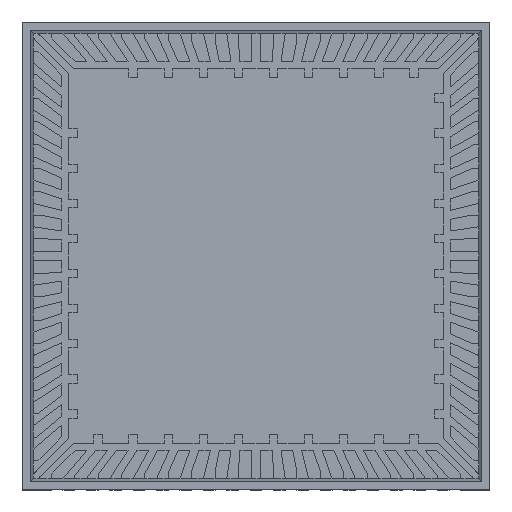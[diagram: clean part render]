
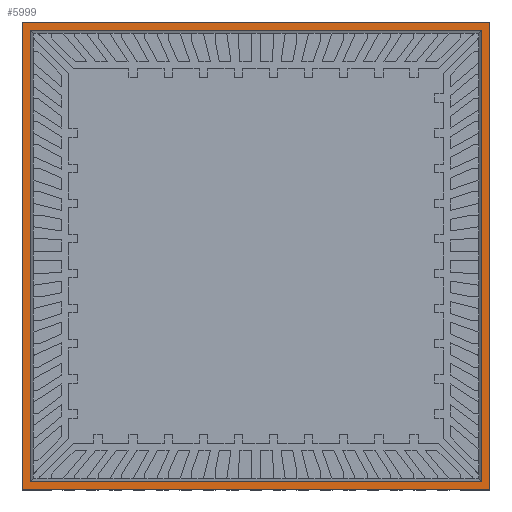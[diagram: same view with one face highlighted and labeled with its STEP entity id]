
A CAD part, top view. The second image highlights one B-rep face of the part: STEP entity #5999.
In plain terms, the highlighted planar face has unit normal (0, 0, 1).
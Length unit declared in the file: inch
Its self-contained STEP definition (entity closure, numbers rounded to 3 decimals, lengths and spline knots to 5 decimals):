
#3086 = AXIS2_PLACEMENT_3D ( 'NONE', #63416, #63410, #63422 ) ;
#4193 = CARTESIAN_POINT ( 'NONE',  ( -0.19685, -0.19685, 0.03299 ) ) ;
#4201 = DIRECTION ( 'NONE',  ( 0., -1., 0. ) ) ;
#4552 = CARTESIAN_POINT ( 'NONE',  ( -0.19685, -0.19685, 0.03299 ) ) ;
#4553 = DIRECTION ( 'NONE',  ( 1., 0., 0. ) ) ;
#5999 = ADVANCED_FACE ( 'NONE', ( #51995, #51997 ), #63420, .F. ) ;
#14436 = CARTESIAN_POINT ( 'NONE',  ( 0.19685, -0.19685, 0.03299 ) ) ;
#14437 = DIRECTION ( 'NONE',  ( 0., 1., 0. ) ) ;
#19889 = LINE ( 'NONE', #4552, #19895 ) ;
#19895 = VECTOR ( 'NONE', #4553, 39.37008 ) ;
#22001 = EDGE_LOOP ( 'NONE', ( #48310, #48312, #48315, #48317 ) ) ;
#22002 = EDGE_LOOP ( 'NONE', ( #48302, #48304, #48306, #48308 ) ) ;
#22463 = VERTEX_POINT ( 'NONE', #42020 ) ;
#26052 = EDGE_CURVE ( 'NONE', #48360, #48438, #38689, .T. ) ;
#27682 = CARTESIAN_POINT ( 'NONE',  ( 0.18996, -0.18996, 0.03299 ) ) ;
#27683 = DIRECTION ( 'NONE',  ( 0., 1., 0. ) ) ;
#27690 = CARTESIAN_POINT ( 'NONE',  ( -0.18996, 0.18996, 0.03299 ) ) ;
#27692 = DIRECTION ( 'NONE',  ( -1., 0., 0. ) ) ;
#27698 = CARTESIAN_POINT ( 'NONE',  ( -0.18996, -0.18996, 0.03299 ) ) ;
#27700 = DIRECTION ( 'NONE',  ( 0., -1., 0. ) ) ;
#27706 = CARTESIAN_POINT ( 'NONE',  ( -0.18996, -0.18996, 0.03299 ) ) ;
#27707 = DIRECTION ( 'NONE',  ( 1., 0., 0. ) ) ;
#31471 = EDGE_CURVE ( 'NONE', #48438, #48778, #39523, .T. ) ;
#31647 = EDGE_CURVE ( 'NONE', #48778, #22463, #19889, .T. ) ;
#38689 = LINE ( 'NONE', #58050, #38695 ) ;
#38695 = VECTOR ( 'NONE', #58052, 39.37008 ) ;
#39523 = LINE ( 'NONE', #4193, #39537 ) ;
#39537 = VECTOR ( 'NONE', #4201, 39.37008 ) ;
#40585 = EDGE_CURVE ( 'NONE', #22463, #48360, #44586, .T. ) ;
#42020 = CARTESIAN_POINT ( 'NONE',  ( 0.19685, -0.19685, 0.03299 ) ) ;
#44586 = LINE ( 'NONE', #14436, #44589 ) ;
#44589 = VECTOR ( 'NONE', #14437, 39.37008 ) ;
#44732 = VERTEX_POINT ( 'NONE', #48197 ) ;
#44766 = VERTEX_POINT ( 'NONE', #48261 ) ;
#44786 = VERTEX_POINT ( 'NONE', #48298 ) ;
#44807 = VERTEX_POINT ( 'NONE', #48337 ) ;
#48197 = CARTESIAN_POINT ( 'NONE',  ( -0.18996, 0.18996, 0.03299 ) ) ;
#48261 = CARTESIAN_POINT ( 'NONE',  ( 0.18996, -0.18996, 0.03299 ) ) ;
#48298 = CARTESIAN_POINT ( 'NONE',  ( 0.18996, 0.18996, 0.03299 ) ) ;
#48302 = ORIENTED_EDGE ( 'NONE', *, *, #64503, .F. ) ;
#48304 = ORIENTED_EDGE ( 'NONE', *, *, #64492, .F. ) ;
#48306 = ORIENTED_EDGE ( 'NONE', *, *, #64481, .F. ) ;
#48308 = ORIENTED_EDGE ( 'NONE', *, *, #64470, .F. ) ;
#48310 = ORIENTED_EDGE ( 'NONE', *, *, #31471, .T. ) ;
#48312 = ORIENTED_EDGE ( 'NONE', *, *, #31647, .T. ) ;
#48315 = ORIENTED_EDGE ( 'NONE', *, *, #40585, .T. ) ;
#48317 = ORIENTED_EDGE ( 'NONE', *, *, #26052, .T. ) ;
#48337 = CARTESIAN_POINT ( 'NONE',  ( -0.18996, -0.18996, 0.03299 ) ) ;
#48360 = VERTEX_POINT ( 'NONE', #48398 ) ;
#48398 = CARTESIAN_POINT ( 'NONE',  ( 0.19685, 0.19685, 0.03299 ) ) ;
#48438 = VERTEX_POINT ( 'NONE', #48465 ) ;
#48465 = CARTESIAN_POINT ( 'NONE',  ( -0.19685, 0.19685, 0.03299 ) ) ;
#48756 = CARTESIAN_POINT ( 'NONE',  ( -0.19685, -0.19685, 0.03299 ) ) ;
#48778 = VERTEX_POINT ( 'NONE', #48756 ) ;
#51995 = FACE_BOUND ( 'NONE', #22002, .T. ) ;
#51997 = FACE_OUTER_BOUND ( 'NONE', #22001, .T. ) ;
#58050 = CARTESIAN_POINT ( 'NONE',  ( -0.19685, 0.19685, 0.03299 ) ) ;
#58052 = DIRECTION ( 'NONE',  ( -1., 0., 0. ) ) ;
#59916 = LINE ( 'NONE', #27682, #59923 ) ;
#59923 = VECTOR ( 'NONE', #27683, 39.37008 ) ;
#59933 = LINE ( 'NONE', #27690, #59940 ) ;
#59940 = VECTOR ( 'NONE', #27692, 39.37008 ) ;
#59951 = LINE ( 'NONE', #27698, #59957 ) ;
#59957 = VECTOR ( 'NONE', #27700, 39.37008 ) ;
#59968 = LINE ( 'NONE', #27706, #59975 ) ;
#59975 = VECTOR ( 'NONE', #27707, 39.37008 ) ;
#63410 = DIRECTION ( 'NONE',  ( 0., 0., -1. ) ) ;
#63416 = CARTESIAN_POINT ( 'NONE',  ( -0.19685, 0.19685, 0.03299 ) ) ;
#63420 = PLANE ( 'NONE',  #3086 ) ;
#63422 = DIRECTION ( 'NONE',  ( -1., 0., 0. ) ) ;
#64470 = EDGE_CURVE ( 'NONE', #44766, #44786, #59916, .T. ) ;
#64481 = EDGE_CURVE ( 'NONE', #44786, #44732, #59933, .T. ) ;
#64492 = EDGE_CURVE ( 'NONE', #44732, #44807, #59951, .T. ) ;
#64503 = EDGE_CURVE ( 'NONE', #44807, #44766, #59968, .T. ) ;
